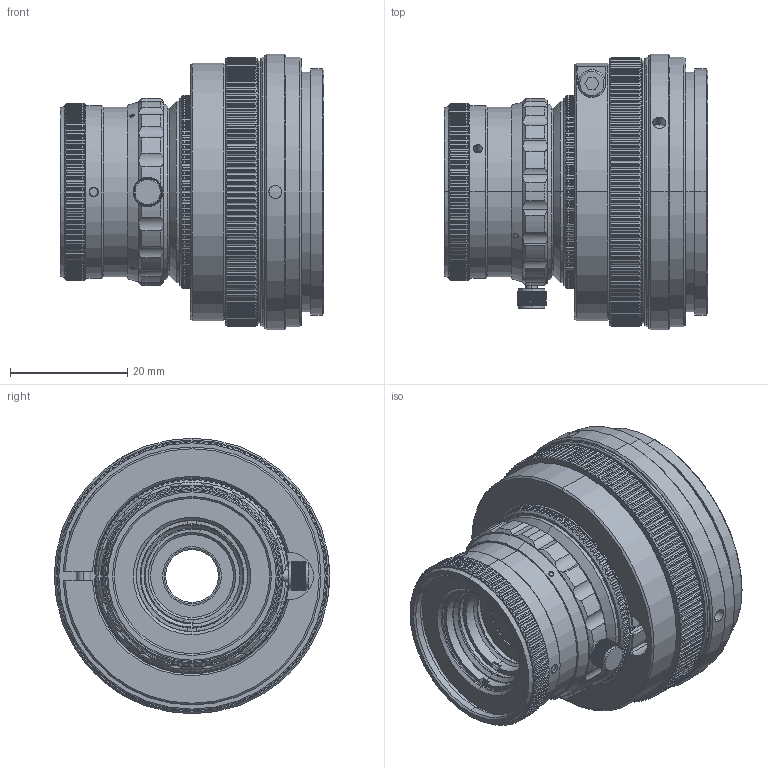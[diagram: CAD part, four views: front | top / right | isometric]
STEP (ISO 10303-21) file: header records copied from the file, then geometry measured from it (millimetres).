
FILE_DESCRIPTION (( 'STEP AP214' ), '1' );
FILE_NAME ('620008.STEP', '2019-10-25T07:10:00', ( '' ), ( '' ), 'SwSTEP 2.0', 'SolidWorks 2016', '' );
FILE_SCHEMA (( 'AUTOMOTIVE_DESIGN' ));
Length unit declared in the file: millimetre
Products named in the file (18): 嫖擊; 嫖戲覃誹遠; M42諉諳; ヶ噩芠; 翋噩芠; 惕踡遠; ѹȦ2; ѹȦ4; 35mm 垫圈; 覦趼遠; ѹȦ3; M1.6階佪; 620008; M42接圈; 嫖擊坶踡隊; M2.5x10_跡蕾伬; 嫖擊畢裝; ѹȦ1
Assembly tree (17 placements, depth 2):
  620008
    ヶ噩芠
    翋噩芠
    M42諉諳
    ѹȦ1
    ѹȦ2
    嫖戲覃誹遠
    覦趼遠
    惕踡遠
    ѹȦ4
    ѹȦ3
    嫖擊
    嫖擊坶踡隊
    嫖擊畢裝
    M2.5x10_跡蕾伬
    M42接圈
    M1.6階佪
    35mm 垫圈
Bounding box: 45.02 x 47 x 47 mm (x, y, z)
Volume: 33713.2 mm3; surface area: 33432.1 mm2
Topology: 17 solids, 17 shells, 2594 faces, 7029 edges, 4530 vertices
Faces by surface type: cylinder 1142, plane 1074, cone 378
Entity records: 89029 total; most frequent: CARTESIAN_POINT 26855, ORIENTED_EDGE 14058, DIRECTION 11313, EDGE_CURVE 7029, VERTEX_POINT 4530, AXIS2_PLACEMENT_3D 4450, B_SPLINE_CURVE_WITH_KNOTS 2780, EDGE_LOOP 2701
